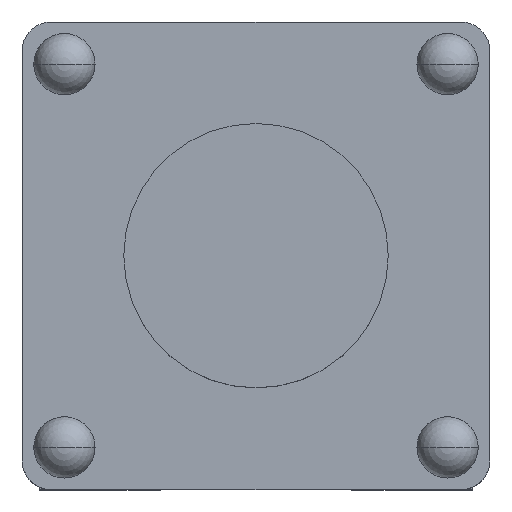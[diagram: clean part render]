
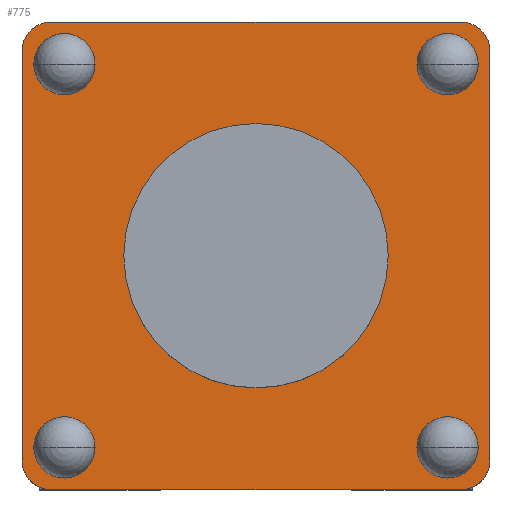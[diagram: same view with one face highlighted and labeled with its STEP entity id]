
A CAD part, top view. The second image highlights one B-rep face of the part: STEP entity #775.
In plain terms, the highlighted planar face has unit normal (0, 0, 1).
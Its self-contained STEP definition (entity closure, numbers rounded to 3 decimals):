
#72=CARTESIAN_POINT('',(0.,0.,0.));
#73=DIRECTION('',(0.,0.,1.));
#74=DIRECTION('',(1.,0.,0.));
#75=AXIS2_PLACEMENT_3D('',#72,#73,#74);
#77=CARTESIAN_POINT('',(0.,0.,0.));
#78=DIRECTION('',(0.,0.,1.));
#79=DIRECTION('',(-1.,0.,0.));
#80=AXIS2_PLACEMENT_3D('',#77,#78,#79);
#82=CARTESIAN_POINT('',(2.54,2.54,0.));
#83=DIRECTION('',(0.,0.,1.));
#84=DIRECTION('',(1.,0.,0.));
#85=AXIS2_PLACEMENT_3D('',#82,#83,#84);
#87=CARTESIAN_POINT('',(2.54,2.54,0.));
#88=DIRECTION('',(0.,0.,1.));
#89=DIRECTION('',(-1.,0.,0.));
#90=AXIS2_PLACEMENT_3D('',#87,#88,#89);
#92=CARTESIAN_POINT('',(-2.54,2.54,0.));
#93=DIRECTION('',(0.,0.,1.));
#94=DIRECTION('',(1.,0.,0.));
#95=AXIS2_PLACEMENT_3D('',#92,#93,#94);
#97=CARTESIAN_POINT('',(-2.54,2.54,0.));
#98=DIRECTION('',(0.,0.,1.));
#99=DIRECTION('',(-1.,0.,0.));
#100=AXIS2_PLACEMENT_3D('',#97,#98,#99);
#102=CARTESIAN_POINT('',(-2.54,-2.54,0.));
#103=DIRECTION('',(0.,0.,1.));
#104=DIRECTION('',(1.,0.,0.));
#105=AXIS2_PLACEMENT_3D('',#102,#103,#104);
#107=CARTESIAN_POINT('',(-2.54,-2.54,0.));
#108=DIRECTION('',(0.,0.,1.));
#109=DIRECTION('',(-1.,0.,0.));
#110=AXIS2_PLACEMENT_3D('',#107,#108,#109);
#112=CARTESIAN_POINT('',(2.54,-2.54,0.));
#113=DIRECTION('',(0.,0.,1.));
#114=DIRECTION('',(1.,0.,0.));
#115=AXIS2_PLACEMENT_3D('',#112,#113,#114);
#117=CARTESIAN_POINT('',(2.54,-2.54,0.));
#118=DIRECTION('',(0.,0.,1.));
#119=DIRECTION('',(-1.,0.,0.));
#120=AXIS2_PLACEMENT_3D('',#117,#118,#119);
#122=CARTESIAN_POINT('',(2.718,2.718,0.));
#123=DIRECTION('',(0.,0.,1.));
#124=DIRECTION('',(1.,0.,0.));
#125=AXIS2_PLACEMENT_3D('',#122,#123,#124);
#127=DIRECTION('',(0.,-1.,0.));
#128=VECTOR('',#127,5.436);
#129=CARTESIAN_POINT('',(3.099,2.718,0.));
#130=LINE('',#129,#128);
#131=CARTESIAN_POINT('',(2.718,-2.718,0.));
#132=DIRECTION('',(0.,0.,1.));
#133=DIRECTION('',(0.,-1.,0.));
#134=AXIS2_PLACEMENT_3D('',#131,#132,#133);
#136=DIRECTION('',(-1.,0.,0.));
#137=VECTOR('',#136,5.436);
#138=CARTESIAN_POINT('',(2.718,-3.099,0.));
#139=LINE('',#138,#137);
#140=CARTESIAN_POINT('',(-2.718,-2.718,0.));
#141=DIRECTION('',(0.,0.,1.));
#142=DIRECTION('',(-1.,0.,0.));
#143=AXIS2_PLACEMENT_3D('',#140,#141,#142);
#145=DIRECTION('',(0.,1.,0.));
#146=VECTOR('',#145,5.436);
#147=CARTESIAN_POINT('',(-3.099,-2.718,0.));
#148=LINE('',#147,#146);
#149=CARTESIAN_POINT('',(-2.718,2.718,0.));
#150=DIRECTION('',(0.,0.,1.));
#151=DIRECTION('',(0.,1.,0.));
#152=AXIS2_PLACEMENT_3D('',#149,#150,#151);
#154=DIRECTION('',(1.,0.,0.));
#155=VECTOR('',#154,5.436);
#156=CARTESIAN_POINT('',(-2.718,3.099,0.));
#157=LINE('',#156,#155);
#570=CARTESIAN_POINT('',(1.753,0.,0.));
#571=CARTESIAN_POINT('',(-1.753,0.,0.));
#572=VERTEX_POINT('',#570);
#573=VERTEX_POINT('',#571);
#574=CARTESIAN_POINT('',(2.946,2.54,0.));
#575=CARTESIAN_POINT('',(2.134,2.54,0.));
#576=VERTEX_POINT('',#574);
#577=VERTEX_POINT('',#575);
#578=CARTESIAN_POINT('',(-2.134,2.54,0.));
#579=CARTESIAN_POINT('',(-2.946,2.54,0.));
#580=VERTEX_POINT('',#578);
#581=VERTEX_POINT('',#579);
#582=CARTESIAN_POINT('',(-2.134,-2.54,0.));
#583=CARTESIAN_POINT('',(-2.946,-2.54,0.));
#584=VERTEX_POINT('',#582);
#585=VERTEX_POINT('',#583);
#586=CARTESIAN_POINT('',(2.946,-2.54,0.));
#587=CARTESIAN_POINT('',(2.134,-2.54,0.));
#588=VERTEX_POINT('',#586);
#589=VERTEX_POINT('',#587);
#686=CARTESIAN_POINT('',(3.099,2.718,0.));
#687=VERTEX_POINT('',#686);
#688=CARTESIAN_POINT('',(2.718,3.099,0.));
#689=VERTEX_POINT('',#688);
#694=CARTESIAN_POINT('',(-2.718,3.099,0.));
#695=VERTEX_POINT('',#694);
#696=CARTESIAN_POINT('',(-3.099,2.718,0.));
#697=VERTEX_POINT('',#696);
#702=CARTESIAN_POINT('',(2.718,-3.099,0.));
#704=VERTEX_POINT('',#702);
#706=CARTESIAN_POINT('',(3.099,-2.718,0.));
#707=VERTEX_POINT('',#706);
#712=CARTESIAN_POINT('',(-3.099,-2.718,0.));
#713=VERTEX_POINT('',#712);
#714=CARTESIAN_POINT('',(-2.718,-3.099,0.));
#715=VERTEX_POINT('',#714);
#722=CARTESIAN_POINT('',(0.,0.,0.));
#723=DIRECTION('',(0.,0.,1.));
#724=DIRECTION('',(1.,0.,0.));
#725=AXIS2_PLACEMENT_3D('',#722,#723,#724);
#726=PLANE('',#725);
#728=ORIENTED_EDGE('',*,*,#727,.F.);
#730=ORIENTED_EDGE('',*,*,#729,.T.);
#732=ORIENTED_EDGE('',*,*,#731,.F.);
#734=ORIENTED_EDGE('',*,*,#733,.T.);
#736=ORIENTED_EDGE('',*,*,#735,.F.);
#738=ORIENTED_EDGE('',*,*,#737,.T.);
#740=ORIENTED_EDGE('',*,*,#739,.F.);
#742=ORIENTED_EDGE('',*,*,#741,.T.);
#743=EDGE_LOOP('',(#728,#730,#732,#734,#736,#738,#740,#742));
#744=FACE_OUTER_BOUND('',#743,.F.);
#746=ORIENTED_EDGE('',*,*,#745,.T.);
#748=ORIENTED_EDGE('',*,*,#747,.T.);
#749=EDGE_LOOP('',(#746,#748));
#750=FACE_BOUND('',#749,.F.);
#752=ORIENTED_EDGE('',*,*,#751,.T.);
#754=ORIENTED_EDGE('',*,*,#753,.T.);
#755=EDGE_LOOP('',(#752,#754));
#756=FACE_BOUND('',#755,.F.);
#758=ORIENTED_EDGE('',*,*,#757,.T.);
#760=ORIENTED_EDGE('',*,*,#759,.T.);
#761=EDGE_LOOP('',(#758,#760));
#762=FACE_BOUND('',#761,.F.);
#764=ORIENTED_EDGE('',*,*,#763,.T.);
#766=ORIENTED_EDGE('',*,*,#765,.T.);
#767=EDGE_LOOP('',(#764,#766));
#768=FACE_BOUND('',#767,.F.);
#770=ORIENTED_EDGE('',*,*,#769,.T.);
#772=ORIENTED_EDGE('',*,*,#771,.T.);
#773=EDGE_LOOP('',(#770,#772));
#774=FACE_BOUND('',#773,.F.);
#775=ADVANCED_FACE('',(#744,#750,#756,#762,#768,#774),#726,.T.);
#76=CIRCLE('',#75,1.753);
#81=CIRCLE('',#80,1.753);
#86=CIRCLE('',#85,0.406);
#91=CIRCLE('',#90,0.406);
#96=CIRCLE('',#95,0.406);
#101=CIRCLE('',#100,0.406);
#106=CIRCLE('',#105,0.406);
#111=CIRCLE('',#110,0.406);
#116=CIRCLE('',#115,0.406);
#121=CIRCLE('',#120,0.406);
#126=CIRCLE('',#125,0.381);
#135=CIRCLE('',#134,0.381);
#144=CIRCLE('',#143,0.381);
#153=CIRCLE('',#152,0.381);
#727=EDGE_CURVE('',#687,#689,#126,.T.);
#729=EDGE_CURVE('',#687,#707,#130,.T.);
#731=EDGE_CURVE('',#704,#707,#135,.T.);
#733=EDGE_CURVE('',#704,#715,#139,.T.);
#735=EDGE_CURVE('',#713,#715,#144,.T.);
#737=EDGE_CURVE('',#713,#697,#148,.T.);
#739=EDGE_CURVE('',#695,#697,#153,.T.);
#741=EDGE_CURVE('',#695,#689,#157,.T.);
#745=EDGE_CURVE('',#572,#573,#76,.T.);
#747=EDGE_CURVE('',#573,#572,#81,.T.);
#751=EDGE_CURVE('',#576,#577,#86,.T.);
#753=EDGE_CURVE('',#577,#576,#91,.T.);
#757=EDGE_CURVE('',#580,#581,#96,.T.);
#759=EDGE_CURVE('',#581,#580,#101,.T.);
#763=EDGE_CURVE('',#584,#585,#106,.T.);
#765=EDGE_CURVE('',#585,#584,#111,.T.);
#769=EDGE_CURVE('',#588,#589,#116,.T.);
#771=EDGE_CURVE('',#589,#588,#121,.T.);
